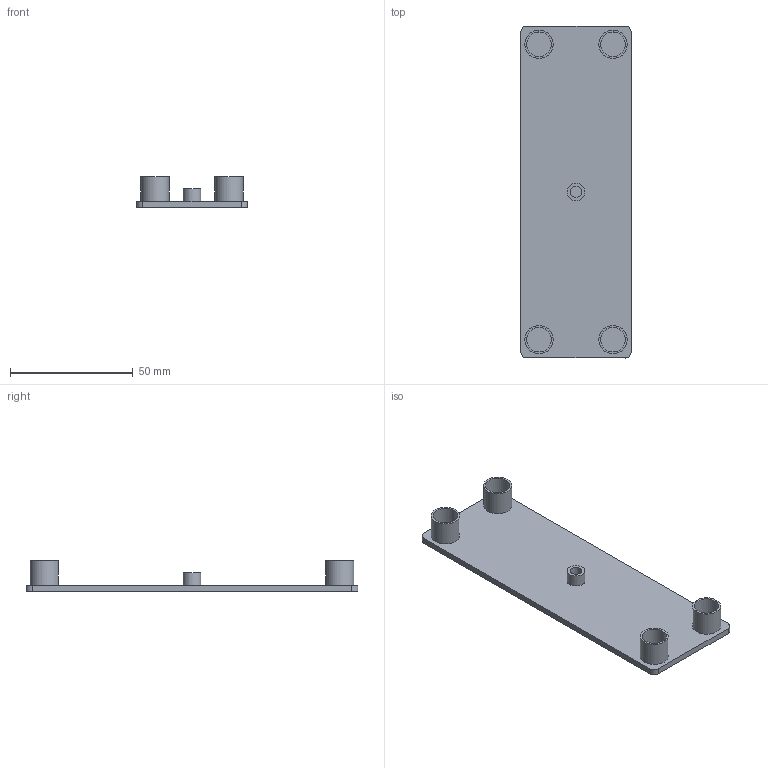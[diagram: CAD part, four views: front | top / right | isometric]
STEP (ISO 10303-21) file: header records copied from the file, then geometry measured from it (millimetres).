
FILE_DESCRIPTION(('STEP AP203'),'2;1');
FILE_NAME('18.067.00.stp','2011-03-07T08:34:47',(''),(''),'2009.3.110','THINKDESIGN','');
FILE_SCHEMA(('CONFIG_CONTROL_DESIGN'));
Length unit declared in the file: millimetre
Bounding box: 45 x 135 x 12.5 mm (x, y, z)
Volume: 16304.1 mm3; surface area: 15917.2 mm2
Topology: 1 solids, 1 shells, 30 faces, 74 edges, 56 vertices
Faces by surface type: plane 16, cylinder 14
Full cylindrical faces by diameter (mm): 4.7 x1, 7.2 x1, 10 x4, 11.5 x4
Entity records: 1039 total; most frequent: DIRECTION 182, CARTESIAN_POINT 160, ORIENTED_EDGE 148, AXIS2_PLACEMENT_3D 78, EDGE_CURVE 74, VERTEX_POINT 56, CIRCLE 48, EDGE_LOOP 40
